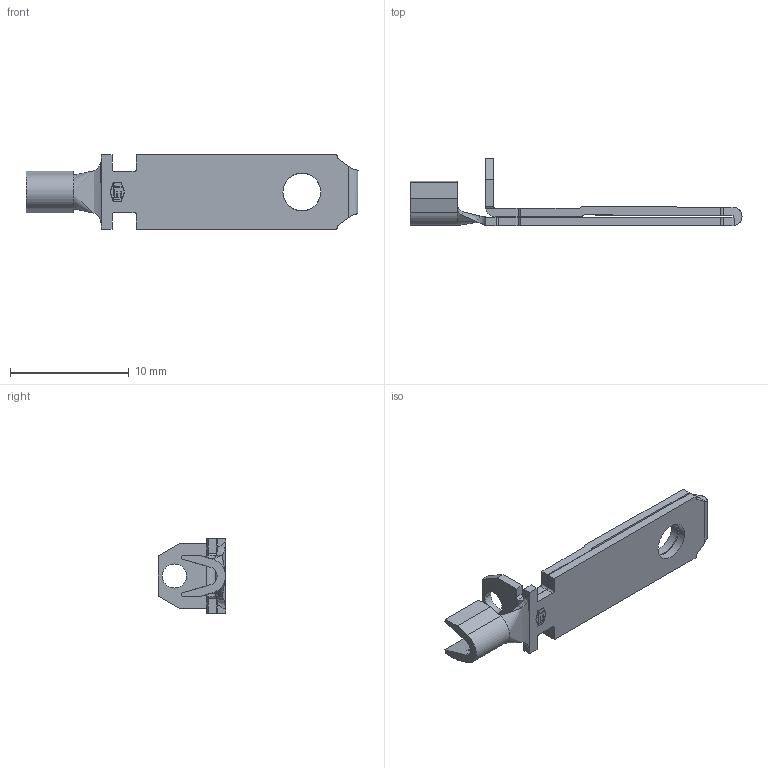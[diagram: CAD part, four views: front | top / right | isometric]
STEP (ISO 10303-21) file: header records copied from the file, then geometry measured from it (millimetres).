
FILE_DESCRIPTION (( 'STEP AP203' ), '1' );
FILE_NAME ('09949.STEP', '2015-02-23T16:26:04', ( '' ), ( '' ), 'SwSTEP 2.0', 'SolidWorks 2014', '' );
FILE_SCHEMA (( 'CONFIG_CONTROL_DESIGN' ));
Length unit declared in the file: inch
Products named in the file (1): 09949
Bounding box: 27.94 x 5.65 x 6.3 mm (x, y, z)
Volume: 204.8 mm3; surface area: 698.1 mm2
Topology: 1 solids, 1 shells, 170 faces, 450 edges, 286 vertices
Faces by surface type: plane 120, cylinder 34, bspline 8, cone 8
Entity records: 5509 total; most frequent: CARTESIAN_POINT 1297, ORIENTED_EDGE 900, DIRECTION 788, EDGE_CURVE 450, VECTOR 362, LINE 362, VERTEX_POINT 286, AXIS2_PLACEMENT_3D 213
